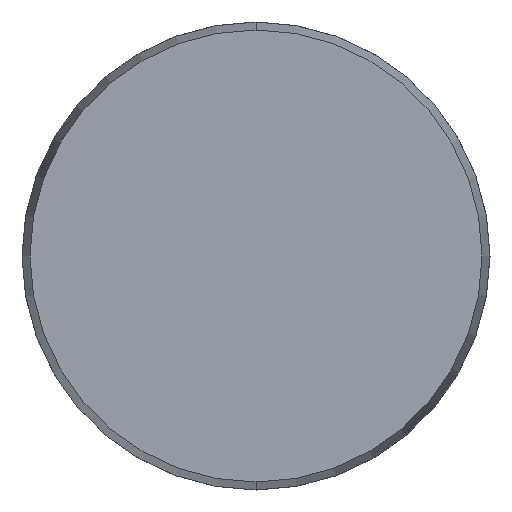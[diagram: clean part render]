
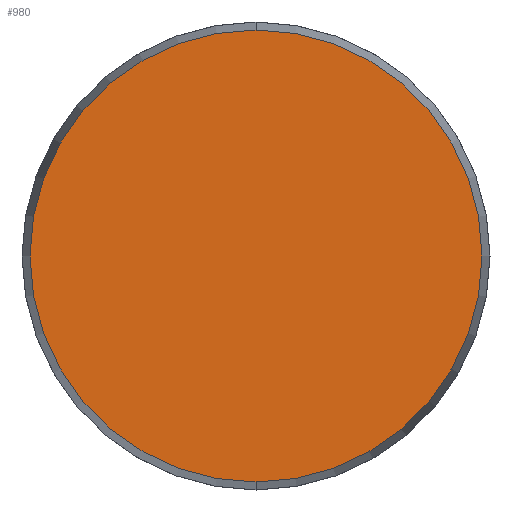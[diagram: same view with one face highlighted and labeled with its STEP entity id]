
A CAD part, front view. The second image highlights one B-rep face of the part: STEP entity #980.
In plain terms, the highlighted planar face has unit normal (0, -1, 0).
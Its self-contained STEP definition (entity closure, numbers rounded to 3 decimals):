
#37 = EDGE_CURVE ( 'NONE', #121, #1016, #705, .T. ) ;
#121 = VERTEX_POINT ( 'NONE', #124 ) ;
#124 = CARTESIAN_POINT ( 'NONE',  ( 0., 0., -24.143 ) ) ;
#199 = CARTESIAN_POINT ( 'NONE',  ( 0., 0., 0. ) ) ;
#214 = DIRECTION ( 'NONE',  ( 0., 0., -1. ) ) ;
#343 = CARTESIAN_POINT ( 'NONE',  ( 0., 0., 0. ) ) ;
#423 = PLANE ( 'NONE',  #1023 ) ;
#571 = EDGE_LOOP ( 'NONE', ( #803, #916 ) ) ;
#616 = FACE_OUTER_BOUND ( 'NONE', #571, .T. ) ;
#663 = DIRECTION ( 'NONE',  ( 0., -1., 0. ) ) ;
#685 = CARTESIAN_POINT ( 'NONE',  ( 0., 0., 24.143 ) ) ;
#689 = DIRECTION ( 'NONE',  ( 0., 1., 0. ) ) ;
#691 = CIRCLE ( 'NONE', #902, 24.143 ) ;
#697 = DIRECTION ( 'NONE',  ( 0., 0., 1. ) ) ;
#701 = DIRECTION ( 'NONE',  ( 0., -1., 0. ) ) ;
#705 = CIRCLE ( 'NONE', #933, 24.143 ) ;
#803 = ORIENTED_EDGE ( 'NONE', *, *, #881, .T. ) ;
#881 = EDGE_CURVE ( 'NONE', #1016, #121, #691, .T. ) ;
#888 = DIRECTION ( 'NONE',  ( 0., 0., -1. ) ) ;
#902 = AXIS2_PLACEMENT_3D ( 'NONE', #199, #663, #214 ) ;
#916 = ORIENTED_EDGE ( 'NONE', *, *, #37, .T. ) ;
#933 = AXIS2_PLACEMENT_3D ( 'NONE', #343, #701, #888 ) ;
#980 = ADVANCED_FACE ( 'NONE', ( #616 ), #423, .F. ) ;
#1016 = VERTEX_POINT ( 'NONE', #685 ) ;
#1023 = AXIS2_PLACEMENT_3D ( 'NONE', #1151, #689, #697 ) ;
#1151 = CARTESIAN_POINT ( 'NONE',  ( -24.143, 0., 0. ) ) ;
